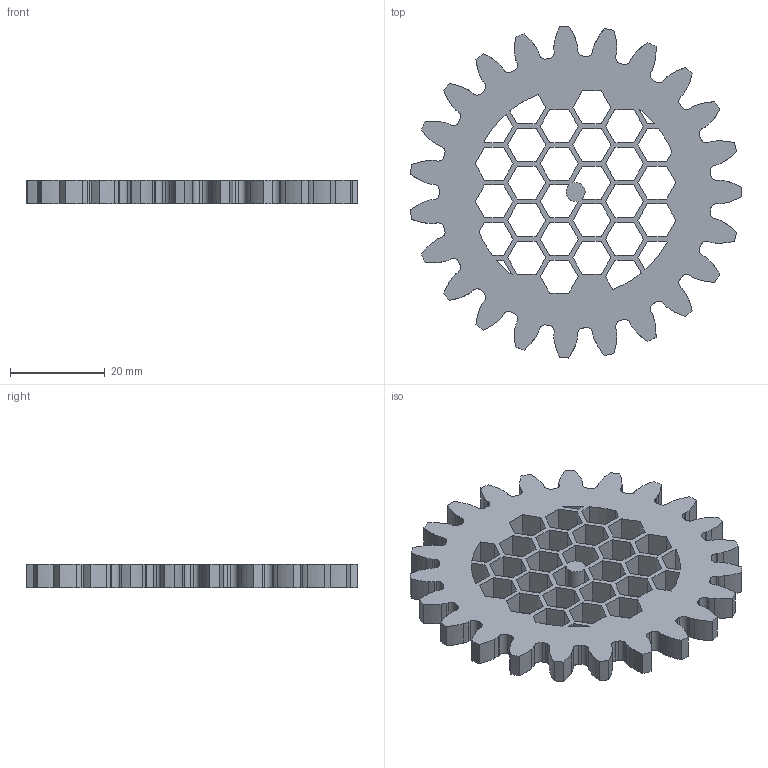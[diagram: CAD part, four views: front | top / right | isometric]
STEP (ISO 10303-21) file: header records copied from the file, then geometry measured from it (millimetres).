
FILE_DESCRIPTION(('FreeCAD Model'),'2;1');
FILE_NAME('Open CASCADE Shape Model','2025-09-26T12:35:39',(''),(''), 'Open CASCADE STEP processor 7.8','FreeCAD','Unknown');
FILE_SCHEMA(('AUTOMOTIVE_DESIGN { 1 0 10303 214 1 1 1 1 }'));
Length unit declared in the file: millimetre
Products named in the file (2): Planet001; Planet
Assembly tree (1 placements, depth 2):
  Planet001
    Planet
Bounding box: 69.8 x 69.95 x 5 mm (x, y, z)
Volume: 10632.5 mm3; surface area: 9622.1 mm2
Topology: 1 solids, 1 shells, 406 faces, 1214 edges, 810 vertices
Faces by surface type: plane 212, cylinder 102, extrusion 92
Entity records: 15363 total; most frequent: CARTESIAN_POINT 3260, ORIENTED_EDGE 2428, DIRECTION 1960, EDGE_CURVE 1214, VECTOR 916, LINE 824, VERTEX_POINT 810, AXIS2_PLACEMENT_3D 522
